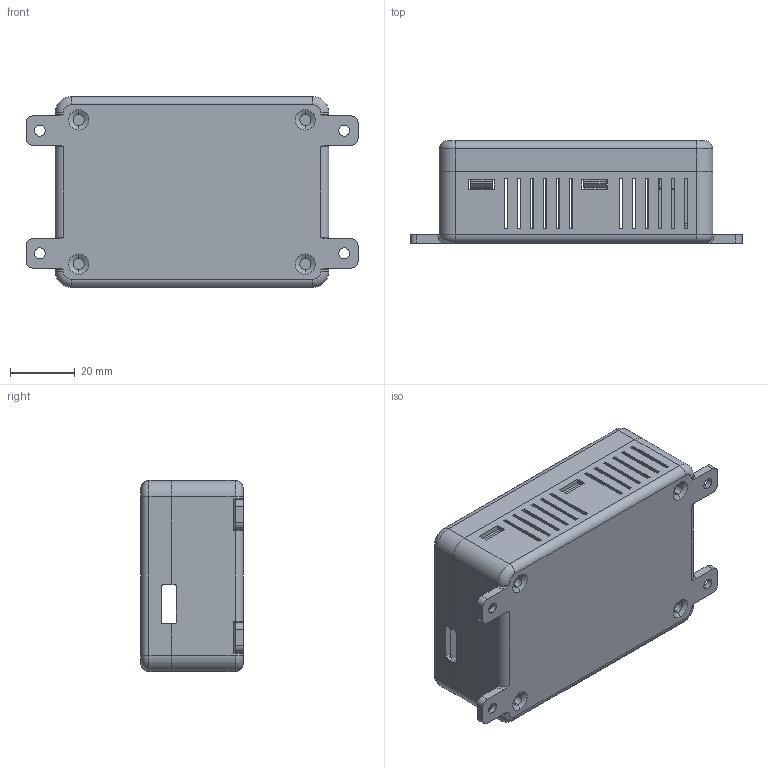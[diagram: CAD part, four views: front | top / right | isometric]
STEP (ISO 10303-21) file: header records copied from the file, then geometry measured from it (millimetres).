
FILE_DESCRIPTION (( 'STEP AP214' ), '1' );
FILE_NAME ('James Stewart Case Assembly.STEP', '2019-02-03T04:59:56', ( '' ), ( '' ), 'SwSTEP 2.0', 'SolidWorks 2016', '' );
FILE_SCHEMA (( 'AUTOMOTIVE_DESIGN' ));
Length unit declared in the file: millimetre
Products named in the file (3): James Stewart Case Assembly; Case Top; Case Bottom
Assembly tree (2 placements, depth 2):
  James Stewart Case Assembly
    Case Bottom
    Case Top
Bounding box: 102.2 x 31.5 x 58.8 mm (x, y, z)
Volume: 34793.2 mm3; surface area: 38636.1 mm2
Topology: 2 solids, 2 shells, 404 faces, 1076 edges, 672 vertices
Faces by surface type: plane 220, cylinder 120, torus 40, cone 16, sphere 8
Entity records: 12646 total; most frequent: CARTESIAN_POINT 2253, DIRECTION 2142, ORIENTED_EDGE 2136, EDGE_CURVE 1068, VECTOR 764, LINE 764, AXIS2_PLACEMENT_3D 689, VERTEX_POINT 672
